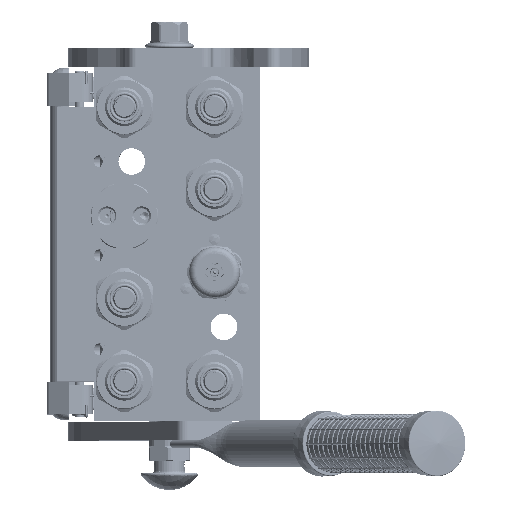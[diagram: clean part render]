
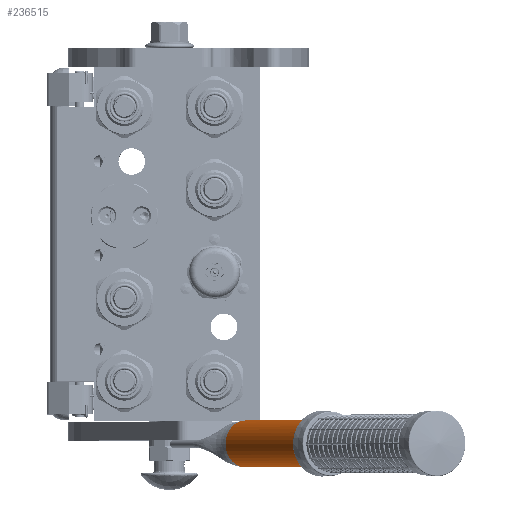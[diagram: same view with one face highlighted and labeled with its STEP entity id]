
A CAD part, top view. The second image highlights one B-rep face of the part: STEP entity #236515.
In plain terms, the highlighted cylindrical face has radius 12.5 mm (diameter 25 mm), a partial arc.
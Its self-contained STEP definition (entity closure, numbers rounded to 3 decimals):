
#972 = ORIENTED_EDGE ( 'NONE', *, *, #197852, .F. ) ;
#1526 = ORIENTED_EDGE ( 'NONE', *, *, #82791, .T. ) ;
#1904 = CARTESIAN_POINT ( 'NONE',  ( 0., 0., 0. ) ) ;
#3086 = VERTEX_POINT ( 'NONE', #57186 ) ;
#4746 = CARTESIAN_POINT ( 'NONE',  ( 12.482, 0.18, 0.676 ) ) ;
#5618 = CARTESIAN_POINT ( 'NONE',  ( 12.5, 0.24, 0.108 ) ) ;
#9790 = VERTEX_POINT ( 'NONE', #221985 ) ;
#13808 = ORIENTED_EDGE ( 'NONE', *, *, #137114, .T. ) ;
#21872 = ORIENTED_EDGE ( 'NONE', *, *, #157840, .F. ) ;
#22416 = VERTEX_POINT ( 'NONE', #28963 ) ;
#22507 = DIRECTION ( 'NONE',  ( 0., 1., 0. ) ) ;
#22608 = VECTOR ( 'NONE', #107072, 1000. ) ;
#22705 = CARTESIAN_POINT ( 'NONE',  ( -12.468, 0.136, 0.889 ) ) ;
#22950 = VERTEX_POINT ( 'NONE', #188724 ) ;
#23874 = CARTESIAN_POINT ( 'NONE',  ( 12.494, 0.22, 0.394 ) ) ;
#24770 = CARTESIAN_POINT ( 'NONE',  ( 12.486, 0.195, 0.586 ) ) ;
#28963 = CARTESIAN_POINT ( 'NONE',  ( 12.5, 198., 0. ) ) ;
#29197 = DIRECTION ( 'NONE',  ( 0., 1., 0. ) ) ;
#31207 = EDGE_CURVE ( 'NONE', #22950, #36137, #230994, .T. ) ;
#36137 = VERTEX_POINT ( 'NONE', #165420 ) ;
#41842 = CARTESIAN_POINT ( 'NONE',  ( -12.466, 0.127, 0.927 ) ) ;
#46600 = CARTESIAN_POINT ( 'NONE',  ( 12.481, 0.178, 0.683 ) ) ;
#47537 = CARTESIAN_POINT ( 'NONE',  ( 12.481, 0.178, 0.688 ) ) ;
#51951 = EDGE_LOOP ( 'NONE', ( #13808, #21872, #173132, #972, #1526, #198851, #117306 ) ) ;
#57186 = CARTESIAN_POINT ( 'NONE',  ( -12.426, 0., 1.36 ) ) ;
#59177 = B_SPLINE_CURVE_WITH_KNOTS ( 'NONE', 3,
 ( #86325, #124670, #85451, #145665, #99977, #41842, #187428, #189220, #22705, #123753, #65518, #105515, #146557, #211022, #251049, #106410 ),
 .UNSPECIFIED., .F., .F.,
 ( 4, 2, 1, 2, 2, 1, 2, 2, 4 ),
 ( 0., 0.25, 0.312, 0.328, 0.344, 0.375, 0.437, 0.5, 1. ),
 .UNSPECIFIED. ) ;
#61769 = DIRECTION ( 'NONE',  ( -0.994, 0., 0.109 ) ) ;
#65518 = CARTESIAN_POINT ( 'NONE',  ( -12.474, 0.155, 0.804 ) ) ;
#70131 = DIRECTION ( 'NONE',  ( 0., 1., 0. ) ) ;
#70258 = CARTESIAN_POINT ( 'NONE',  ( 12.5, 0.24, 0. ) ) ;
#71426 = VECTOR ( 'NONE', #29197, 1000. ) ;
#80765 = CIRCLE ( 'NONE', #213558, 12.5 ) ;
#82791 = EDGE_CURVE ( 'NONE', #3086, #9790, #240864, .T. ) ;
#84478 = LINE ( 'NONE', #165430, #22608 ) ;
#85451 = CARTESIAN_POINT ( 'NONE',  ( -12.452, 0.083, 1.1 ) ) ;
#86325 = CARTESIAN_POINT ( 'NONE',  ( -12.426, 0., 1.36 ) ) ;
#89155 = DIRECTION ( 'NONE',  ( -0.994, 0., 0.109 ) ) ;
#90832 = CARTESIAN_POINT ( 'NONE',  ( -12.5, 198., 0. ) ) ;
#91070 = VERTEX_POINT ( 'NONE', #90832 ) ;
#95262 = CARTESIAN_POINT ( 'NONE',  ( 0., 0., 0. ) ) ;
#99977 = CARTESIAN_POINT ( 'NONE',  ( -12.464, 0.121, 0.953 ) ) ;
#105515 = CARTESIAN_POINT ( 'NONE',  ( -12.478, 0.167, 0.748 ) ) ;
#106410 = CARTESIAN_POINT ( 'NONE',  ( -12.5, 0.24, 0. ) ) ;
#107072 = DIRECTION ( 'NONE',  ( 0., 1., 0. ) ) ;
#109366 = CARTESIAN_POINT ( 'NONE',  ( 12.482, 0.182, 0.665 ) ) ;
#117306 = ORIENTED_EDGE ( 'NONE', *, *, #31207, .F. ) ;
#123600 = LINE ( 'NONE', #70258, #71426 ) ;
#123753 = CARTESIAN_POINT ( 'NONE',  ( -12.471, 0.146, 0.847 ) ) ;
#124670 = CARTESIAN_POINT ( 'NONE',  ( -12.441, 0.049, 1.219 ) ) ;
#129457 = CARTESIAN_POINT ( 'NONE',  ( 12.5, 0.24, 0. ) ) ;
#129535 = CARTESIAN_POINT ( 'NONE',  ( -12.5, 0.24, 0. ) ) ;
#137114 = EDGE_CURVE ( 'NONE', #22950, #22416, #123600, .T. ) ;
#145665 = CARTESIAN_POINT ( 'NONE',  ( -12.461, 0.114, 0.981 ) ) ;
#146557 = CARTESIAN_POINT ( 'NONE',  ( -12.479, 0.172, 0.721 ) ) ;
#149549 = CARTESIAN_POINT ( 'NONE',  ( 12.488, 0.202, 0.541 ) ) ;
#157840 = EDGE_CURVE ( 'NONE', #91070, #22416, #204903, .T. ) ;
#159520 = DIRECTION ( 'NONE',  ( 0., 1., 0. ) ) ;
#165420 = CARTESIAN_POINT ( 'NONE',  ( 12.426, 0., 1.36 ) ) ;
#165430 = CARTESIAN_POINT ( 'NONE',  ( -12.5, 0.24, 0. ) ) ;
#172204 = CARTESIAN_POINT ( 'NONE',  ( 12.499, 0.235, 0.221 ) ) ;
#172746 = AXIS2_PLACEMENT_3D ( 'NONE', #209955, #22507, #61769 ) ;
#173132 = ORIENTED_EDGE ( 'NONE', *, *, #213881, .F. ) ;
#177723 = DIRECTION ( 'NONE',  ( -1., 0., 0. ) ) ;
#187428 = CARTESIAN_POINT ( 'NONE',  ( -12.466, 0.13, 0.917 ) ) ;
#188724 = CARTESIAN_POINT ( 'NONE',  ( 12.5, 0.24, 0. ) ) ;
#189220 = CARTESIAN_POINT ( 'NONE',  ( -12.467, 0.131, 0.91 ) ) ;
#193094 = CARTESIAN_POINT ( 'NONE',  ( 12.472, 0.146, 0.859 ) ) ;
#197852 = EDGE_CURVE ( 'NONE', #3086, #208466, #59177, .T. ) ;
#198851 = ORIENTED_EDGE ( 'NONE', *, *, #224264, .T. ) ;
#202264 = CYLINDRICAL_SURFACE ( 'NONE', #234625, 12.5 ) ;
#202561 = DIRECTION ( 'NONE',  ( 1., 0., 0. ) ) ;
#204903 = CIRCLE ( 'NONE', #234585, 12.5 ) ;
#208466 = VERTEX_POINT ( 'NONE', #129535 ) ;
#209955 = CARTESIAN_POINT ( 'NONE',  ( 0., 0., 0. ) ) ;
#211022 = CARTESIAN_POINT ( 'NONE',  ( -12.494, 0.221, 0.449 ) ) ;
#213558 = AXIS2_PLACEMENT_3D ( 'NONE', #1904, #70131, #89155 ) ;
#213881 = EDGE_CURVE ( 'NONE', #208466, #91070, #84478, .T. ) ;
#213971 = CARTESIAN_POINT ( 'NONE',  ( 12.456, 0.096, 1.087 ) ) ;
#220386 = CARTESIAN_POINT ( 'NONE',  ( 0., 198., 0. ) ) ;
#221985 = CARTESIAN_POINT ( 'NONE',  ( 0., 0., 12.5 ) ) ;
#222593 = DIRECTION ( 'NONE',  ( 0., -1., 0. ) ) ;
#224264 = EDGE_CURVE ( 'NONE', #9790, #36137, #80765, .T. ) ;
#230994 = B_SPLINE_CURVE_WITH_KNOTS ( 'NONE', 3,
 ( #129457, #5618, #172204, #23874, #253129, #149549, #24770, #234025, #109366, #4746, #46600, #47537, #193094, #213971, #234903 ),
 .UNSPECIFIED., .F., .F.,
 ( 4, 2, 2, 1, 1, 1, 2, 2, 4 ),
 ( 0., 0.25, 0.375, 0.437, 0.469, 0.484, 0.492, 0.5, 1. ),
 .UNSPECIFIED. ) ;
#234025 = CARTESIAN_POINT ( 'NONE',  ( 12.484, 0.186, 0.638 ) ) ;
#234585 = AXIS2_PLACEMENT_3D ( 'NONE', #220386, #159520, #177723 ) ;
#234625 = AXIS2_PLACEMENT_3D ( 'NONE', #95262, #222593, #202561 ) ;
#234903 = CARTESIAN_POINT ( 'NONE',  ( 12.426, 0., 1.36 ) ) ;
#236515 = ADVANCED_FACE ( 'NONE', ( #238026 ), #202264, .T. ) ;
#238026 = FACE_OUTER_BOUND ( 'NONE', #51951, .T. ) ;
#240864 = CIRCLE ( 'NONE', #172746, 12.5 ) ;
#251049 = CARTESIAN_POINT ( 'NONE',  ( -12.5, 0.24, 0.216 ) ) ;
#253129 = CARTESIAN_POINT ( 'NONE',  ( 12.492, 0.214, 0.452 ) ) ;
